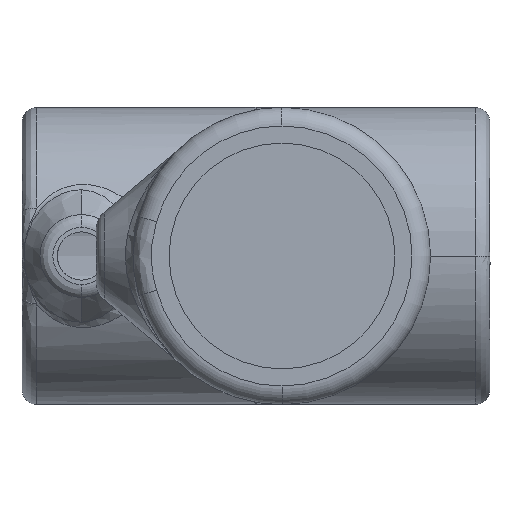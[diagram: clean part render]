
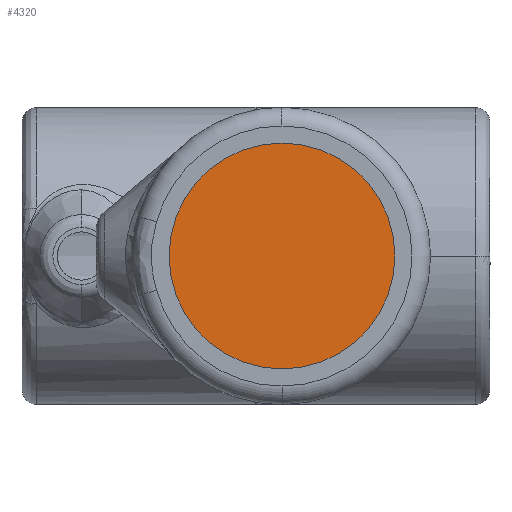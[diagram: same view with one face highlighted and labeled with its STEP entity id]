
A CAD part, left-side view. The second image highlights one B-rep face of the part: STEP entity #4320.
In plain terms, the highlighted planar face has unit normal (-1, 0, 0).
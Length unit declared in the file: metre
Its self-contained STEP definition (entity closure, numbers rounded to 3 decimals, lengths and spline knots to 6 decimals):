
#668 = EDGE_CURVE ( 'NONE', #5278, #2155, #5737, .T. ) ;
#703 = ORIENTED_EDGE ( 'NONE', *, *, #5896, .T. ) ;
#775 = DIRECTION ( 'NONE',  ( -1., 0., 0. ) ) ;
#853 = AXIS2_PLACEMENT_3D ( 'NONE', #5960, #1017, #4575 ) ;
#966 = CARTESIAN_POINT ( 'NONE',  ( 0.01144, 0.01281, 0. ) ) ;
#1017 = DIRECTION ( 'NONE',  ( -1., 0., 0. ) ) ;
#1451 = DIRECTION ( 'NONE',  ( 0., 0., 1. ) ) ;
#1476 = ORIENTED_EDGE ( 'NONE', *, *, #668, .T. ) ;
#1577 = AXIS2_PLACEMENT_3D ( 'NONE', #5748, #775, #4774 ) ;
#2085 = CARTESIAN_POINT ( 'NONE',  ( 0.01144, 0.01281, -0.0152 ) ) ;
#2155 = VERTEX_POINT ( 'NONE', #2085 ) ;
#2909 = AXIS2_PLACEMENT_3D ( 'NONE', #966, #2914, #1451 ) ;
#2914 = DIRECTION ( 'NONE',  ( -1., 0., 0. ) ) ;
#3410 = EDGE_LOOP ( 'NONE', ( #1476, #703 ) ) ;
#3770 = CIRCLE ( 'NONE', #1577, 0.0152 ) ;
#4320 = ADVANCED_FACE ( 'NONE', ( #5589 ), #6025, .T. ) ;
#4575 = DIRECTION ( 'NONE',  ( 0., 0., 1. ) ) ;
#4774 = DIRECTION ( 'NONE',  ( 0., 0., 1. ) ) ;
#5278 = VERTEX_POINT ( 'NONE', #6033 ) ;
#5589 = FACE_OUTER_BOUND ( 'NONE', #3410, .T. ) ;
#5737 = CIRCLE ( 'NONE', #2909, 0.0152 ) ;
#5748 = CARTESIAN_POINT ( 'NONE',  ( 0.01144, 0.01281, 0. ) ) ;
#5896 = EDGE_CURVE ( 'NONE', #2155, #5278, #3770, .T. ) ;
#5960 = CARTESIAN_POINT ( 'NONE',  ( 0.01144, 0.01281, 0. ) ) ;
#6025 = PLANE ( 'NONE',  #853 ) ;
#6033 = CARTESIAN_POINT ( 'NONE',  ( 0.01144, 0.01281, 0.0152 ) ) ;
